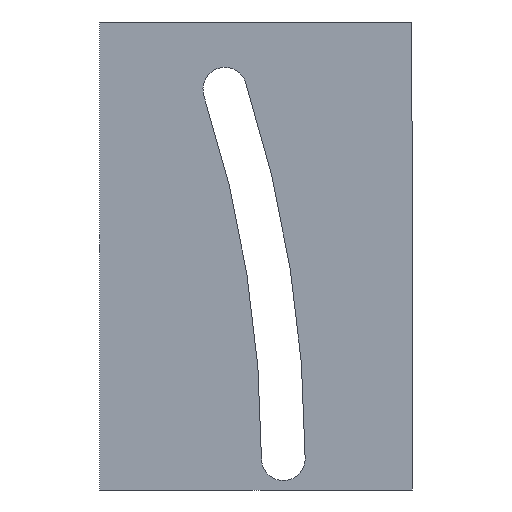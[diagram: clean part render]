
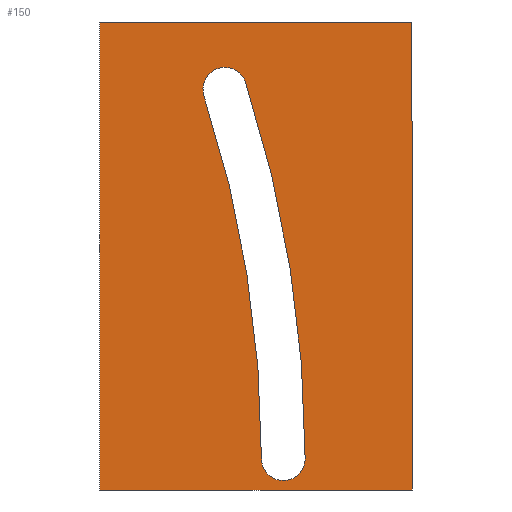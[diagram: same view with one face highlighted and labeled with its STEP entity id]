
A CAD part, front view. The second image highlights one B-rep face of the part: STEP entity #150.
In plain terms, the highlighted planar face has unit normal (0, -1, 0).
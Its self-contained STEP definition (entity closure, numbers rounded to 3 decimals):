
#2 = CARTESIAN_POINT ( 'NONE',  ( 202.9, 62.7, 30. ) ) ;
#3 = DIRECTION ( 'NONE',  ( 0., -1., 0. ) ) ;
#4 = CARTESIAN_POINT ( 'NONE',  ( 90., 62.7, 30. ) ) ;
#9 = EDGE_CURVE ( 'NONE', #135, #165, #31, .T. ) ;
#16 = CIRCLE ( 'NONE', #245, 2.1 ) ;
#19 = DIRECTION ( 'NONE',  ( 0., 0., 1. ) ) ;
#25 = DIRECTION ( 'NONE',  ( 0., 0., 1. ) ) ;
#31 = LINE ( 'NONE', #306, #299 ) ;
#32 = FACE_OUTER_BOUND ( 'NONE', #358, .T. ) ;
#44 = ORIENTED_EDGE ( 'NONE', *, *, #406, .T. ) ;
#47 = ORIENTED_EDGE ( 'NONE', *, *, #9, .F. ) ;
#49 = VERTEX_POINT ( 'NONE', #231 ) ;
#54 = CARTESIAN_POINT ( 'NONE',  ( 187.374, 62.7, 0. ) ) ;
#56 = DIRECTION ( 'NONE',  ( 0., 0., -1. ) ) ;
#59 = VECTOR ( 'NONE', #272, 1000. ) ;
#71 = DIRECTION ( 'NONE',  ( 0., 0., -1. ) ) ;
#73 = EDGE_CURVE ( 'NONE', #265, #142, #89, .T. ) ;
#85 = ORIENTED_EDGE ( 'NONE', *, *, #318, .T. ) ;
#87 = CIRCLE ( 'NONE', #110, 2.1 ) ;
#89 = LINE ( 'NONE', #54, #321 ) ;
#99 = CARTESIAN_POINT ( 'NONE',  ( 217.374, 62.7, 72. ) ) ;
#101 = PLANE ( 'NONE',  #230 ) ;
#104 = AXIS2_PLACEMENT_3D ( 'NONE', #202, #334, #289 ) ;
#105 = CARTESIAN_POINT ( 'NONE',  ( 0., 62.7, 27. ) ) ;
#110 = AXIS2_PLACEMENT_3D ( 'NONE', #196, #259, #19 ) ;
#114 = ORIENTED_EDGE ( 'NONE', *, *, #125, .T. ) ;
#125 = EDGE_CURVE ( 'NONE', #330, #291, #16, .T. ) ;
#134 = DIRECTION ( 'NONE',  ( 0., 1., 0. ) ) ;
#135 = VERTEX_POINT ( 'NONE', #99 ) ;
#142 = VERTEX_POINT ( 'NONE', #384 ) ;
#150 = ADVANCED_FACE ( 'NONE', ( #32, #350 ), #101, .F. ) ;
#160 = CARTESIAN_POINT ( 'NONE',  ( 205., 62.7, 27.9 ) ) ;
#162 = ORIENTED_EDGE ( 'NONE', *, *, #219, .T. ) ;
#163 = CARTESIAN_POINT ( 'NONE',  ( 197.374, 62.7, 64.888 ) ) ;
#165 = VERTEX_POINT ( 'NONE', #394 ) ;
#169 = ORIENTED_EDGE ( 'NONE', *, *, #382, .T. ) ;
#172 = CIRCLE ( 'NONE', #104, 2.1 ) ;
#177 = CIRCLE ( 'NONE', #207, 112.9 ) ;
#180 = CARTESIAN_POINT ( 'NONE',  ( 187.374, 62.7, 27. ) ) ;
#196 = CARTESIAN_POINT ( 'NONE',  ( 199.371, 62.7, 65.537 ) ) ;
#199 = LINE ( 'NONE', #343, #59 ) ;
#202 = CARTESIAN_POINT ( 'NONE',  ( 205., 62.7, 30. ) ) ;
#205 = VERTEX_POINT ( 'NONE', #2 ) ;
#207 = AXIS2_PLACEMENT_3D ( 'NONE', #4, #3, #397 ) ;
#208 = DIRECTION ( 'NONE',  ( 0., 0., -1. ) ) ;
#219 = EDGE_CURVE ( 'NONE', #135, #142, #199, .T. ) ;
#230 = AXIS2_PLACEMENT_3D ( 'NONE', #317, #352, #356 ) ;
#231 = CARTESIAN_POINT ( 'NONE',  ( 201.369, 62.7, 66.186 ) ) ;
#245 = AXIS2_PLACEMENT_3D ( 'NONE', #341, #411, #56 ) ;
#259 = DIRECTION ( 'NONE',  ( 0., 1., 0. ) ) ;
#265 = VERTEX_POINT ( 'NONE', #180 ) ;
#266 = LINE ( 'NONE', #105, #339 ) ;
#272 = DIRECTION ( 'NONE',  ( -1., 0., 0. ) ) ;
#287 = DIRECTION ( 'NONE',  ( 1., 0., 0. ) ) ;
#289 = DIRECTION ( 'NONE',  ( 0., 0., -1. ) ) ;
#290 = AXIS2_PLACEMENT_3D ( 'NONE', #367, #134, #71 ) ;
#291 = VERTEX_POINT ( 'NONE', #160 ) ;
#299 = VECTOR ( 'NONE', #208, 1000. ) ;
#300 = ORIENTED_EDGE ( 'NONE', *, *, #363, .T. ) ;
#302 = CARTESIAN_POINT ( 'NONE',  ( 207.1, 62.7, 30. ) ) ;
#303 = ORIENTED_EDGE ( 'NONE', *, *, #346, .T. ) ;
#306 = CARTESIAN_POINT ( 'NONE',  ( 217.374, 62.7, 85. ) ) ;
#309 = EDGE_LOOP ( 'NONE', ( #114, #85, #44, #303, #169 ) ) ;
#317 = CARTESIAN_POINT ( 'NONE',  ( 0., 62.7, 0. ) ) ;
#318 = EDGE_CURVE ( 'NONE', #291, #205, #172, .T. ) ;
#321 = VECTOR ( 'NONE', #25, 1000. ) ;
#330 = VERTEX_POINT ( 'NONE', #302 ) ;
#333 = ORIENTED_EDGE ( 'NONE', *, *, #73, .F. ) ;
#334 = DIRECTION ( 'NONE',  ( 0., 1., 0. ) ) ;
#335 = VERTEX_POINT ( 'NONE', #163 ) ;
#339 = VECTOR ( 'NONE', #287, 1000. ) ;
#341 = CARTESIAN_POINT ( 'NONE',  ( 205., 62.7, 30. ) ) ;
#343 = CARTESIAN_POINT ( 'NONE',  ( 0., 62.7, 72. ) ) ;
#346 = EDGE_CURVE ( 'NONE', #335, #49, #87, .T. ) ;
#350 = FACE_BOUND ( 'NONE', #309, .T. ) ;
#352 = DIRECTION ( 'NONE',  ( 0., 1., 0. ) ) ;
#356 = DIRECTION ( 'NONE',  ( 0., 0., 1. ) ) ;
#358 = EDGE_LOOP ( 'NONE', ( #333, #300, #47, #162 ) ) ;
#363 = EDGE_CURVE ( 'NONE', #265, #165, #266, .T. ) ;
#367 = CARTESIAN_POINT ( 'NONE',  ( 90., 62.7, 30. ) ) ;
#382 = EDGE_CURVE ( 'NONE', #49, #330, #401, .T. ) ;
#384 = CARTESIAN_POINT ( 'NONE',  ( 187.374, 62.7, 72. ) ) ;
#394 = CARTESIAN_POINT ( 'NONE',  ( 217.374, 62.7, 27. ) ) ;
#397 = DIRECTION ( 'NONE',  ( 0., 0., -1. ) ) ;
#401 = CIRCLE ( 'NONE', #290, 117.1 ) ;
#406 = EDGE_CURVE ( 'NONE', #205, #335, #177, .T. ) ;
#411 = DIRECTION ( 'NONE',  ( 0., 1., 0. ) ) ;
